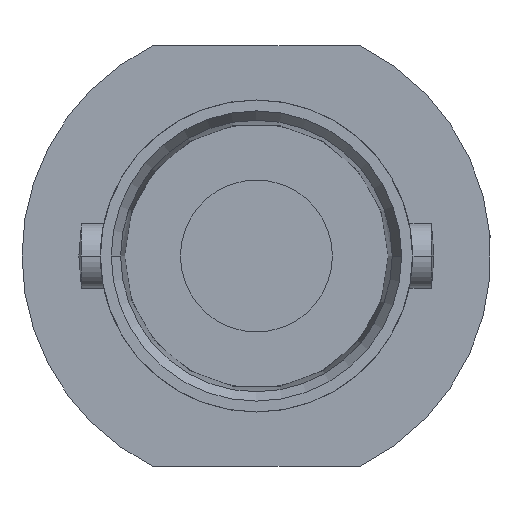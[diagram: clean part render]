
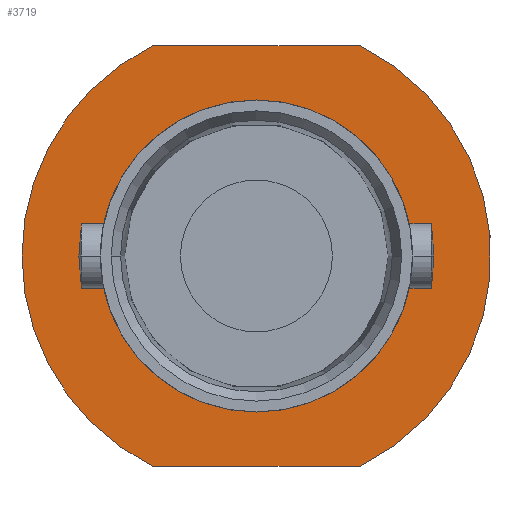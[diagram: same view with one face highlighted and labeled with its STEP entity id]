
A CAD part, left-side view. The second image highlights one B-rep face of the part: STEP entity #3719.
In plain terms, the highlighted planar face has unit normal (-1, 0, 0).
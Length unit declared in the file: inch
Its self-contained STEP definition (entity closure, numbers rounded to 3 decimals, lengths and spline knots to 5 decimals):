
#142 = CARTESIAN_POINT ( 'NONE',  ( 0.57087, 0., 0. ) ) ;
#209 = CARTESIAN_POINT ( 'NONE',  ( 0.57087, 0.18996, 0. ) ) ;
#325 = VECTOR ( 'NONE', #4086, 39.37008 ) ;
#358 = VERTEX_POINT ( 'NONE', #1533 ) ;
#365 = DIRECTION ( 'NONE',  ( 0., 0.443, 0.897 ) ) ;
#567 = DIRECTION ( 'NONE',  ( 0., 0., 1. ) ) ;
#670 = DIRECTION ( 'NONE',  ( -1., 0., 0. ) ) ;
#737 = ORIENTED_EDGE ( 'NONE', *, *, #2925, .F. ) ;
#758 = DIRECTION ( 'NONE',  ( 0., 0.443, 0.897 ) ) ;
#806 = CARTESIAN_POINT ( 'NONE',  ( 0.57087, 0., 0. ) ) ;
#854 = ORIENTED_EDGE ( 'NONE', *, *, #3695, .T. ) ;
#895 = CARTESIAN_POINT ( 'NONE',  ( 0.57087, -0.12643, -0.25591 ) ) ;
#913 = CARTESIAN_POINT ( 'NONE',  ( 0.57087, 0., 0. ) ) ;
#930 = FACE_BOUND ( 'NONE', #4410, .T. ) ;
#953 = CARTESIAN_POINT ( 'NONE',  ( 0.57087, -0.12643, 0.25591 ) ) ;
#981 = CARTESIAN_POINT ( 'NONE',  ( 0.57087, 0.12643, -0.25591 ) ) ;
#1078 = VERTEX_POINT ( 'NONE', #895 ) ;
#1161 = EDGE_CURVE ( 'NONE', #1633, #1540, #4380, .T. ) ;
#1166 = DIRECTION ( 'NONE',  ( -1., 0., 0. ) ) ;
#1203 = EDGE_LOOP ( 'NONE', ( #4120, #3256, #854, #3137, #3081 ) ) ;
#1279 = EDGE_CURVE ( 'NONE', #358, #1633, #2897, .T. ) ;
#1349 = AXIS2_PLACEMENT_3D ( 'NONE', #913, #2328, #3751 ) ;
#1357 = AXIS2_PLACEMENT_3D ( 'NONE', #1598, #3768, #567 ) ;
#1466 = EDGE_CURVE ( 'NONE', #3675, #2533, #2900, .T. ) ;
#1533 = CARTESIAN_POINT ( 'NONE',  ( 0.57087, 0.12643, 0.25591 ) ) ;
#1540 = VERTEX_POINT ( 'NONE', #981 ) ;
#1569 = CIRCLE ( 'NONE', #3747, 0.28543 ) ;
#1598 = CARTESIAN_POINT ( 'NONE',  ( 0.57087, 0., 0. ) ) ;
#1632 = AXIS2_PLACEMENT_3D ( 'NONE', #3849, #670, #365 ) ;
#1633 = VERTEX_POINT ( 'NONE', #3609 ) ;
#1647 = LINE ( 'NONE', #953, #2169 ) ;
#1902 = EDGE_CURVE ( 'NONE', #2337, #358, #1647, .T. ) ;
#1955 = AXIS2_PLACEMENT_3D ( 'NONE', #2288, #4428, #4359 ) ;
#2010 = ORIENTED_EDGE ( 'NONE', *, *, #1466, .T. ) ;
#2169 = VECTOR ( 'NONE', #4529, 39.37008 ) ;
#2254 = FACE_OUTER_BOUND ( 'NONE', #1203, .T. ) ;
#2288 = CARTESIAN_POINT ( 'NONE',  ( 0.57087, 0., 0. ) ) ;
#2295 = LINE ( 'NONE', #3370, #325 ) ;
#2328 = DIRECTION ( 'NONE',  ( 1., 0., 0. ) ) ;
#2337 = VERTEX_POINT ( 'NONE', #2841 ) ;
#2523 = AXIS2_PLACEMENT_3D ( 'NONE', #806, #1166, #758 ) ;
#2533 = VERTEX_POINT ( 'NONE', #3729 ) ;
#2841 = CARTESIAN_POINT ( 'NONE',  ( 0.57087, -0.12643, 0.25591 ) ) ;
#2842 = CIRCLE ( 'NONE', #1955, 0.18996 ) ;
#2897 = CIRCLE ( 'NONE', #2523, 0.28543 ) ;
#2900 = CIRCLE ( 'NONE', #1349, 0.18996 ) ;
#2906 = DIRECTION ( 'NONE',  ( -1., 0., 0. ) ) ;
#2925 = EDGE_CURVE ( 'NONE', #3675, #2533, #2842, .T. ) ;
#3081 = ORIENTED_EDGE ( 'NONE', *, *, #1902, .T. ) ;
#3137 = ORIENTED_EDGE ( 'NONE', *, *, #3331, .T. ) ;
#3256 = ORIENTED_EDGE ( 'NONE', *, *, #1161, .T. ) ;
#3331 = EDGE_CURVE ( 'NONE', #1078, #2337, #1569, .T. ) ;
#3370 = CARTESIAN_POINT ( 'NONE',  ( 0.57087, 0.12643, -0.25591 ) ) ;
#3609 = CARTESIAN_POINT ( 'NONE',  ( 0.57087, 0.28543, 0. ) ) ;
#3675 = VERTEX_POINT ( 'NONE', #209 ) ;
#3695 = EDGE_CURVE ( 'NONE', #1540, #1078, #2295, .T. ) ;
#3719 = ADVANCED_FACE ( 'NONE', ( #930, #2254 ), #3745, .T. ) ;
#3729 = CARTESIAN_POINT ( 'NONE',  ( 0.57087, -0.18996, 0. ) ) ;
#3745 = PLANE ( 'NONE',  #1357 ) ;
#3747 = AXIS2_PLACEMENT_3D ( 'NONE', #142, #2906, #4282 ) ;
#3751 = DIRECTION ( 'NONE',  ( 0., 1., 0. ) ) ;
#3768 = DIRECTION ( 'NONE',  ( -1., 0., 0. ) ) ;
#3849 = CARTESIAN_POINT ( 'NONE',  ( 0.57087, 0., 0. ) ) ;
#4086 = DIRECTION ( 'NONE',  ( 0., -1., 0. ) ) ;
#4120 = ORIENTED_EDGE ( 'NONE', *, *, #1279, .T. ) ;
#4282 = DIRECTION ( 'NONE',  ( 0., -0.443, -0.897 ) ) ;
#4359 = DIRECTION ( 'NONE',  ( 0., 1., 0. ) ) ;
#4380 = CIRCLE ( 'NONE', #1632, 0.28543 ) ;
#4410 = EDGE_LOOP ( 'NONE', ( #2010, #737 ) ) ;
#4428 = DIRECTION ( 'NONE',  ( -1., 0., 0. ) ) ;
#4529 = DIRECTION ( 'NONE',  ( 0., 1., 0. ) ) ;
